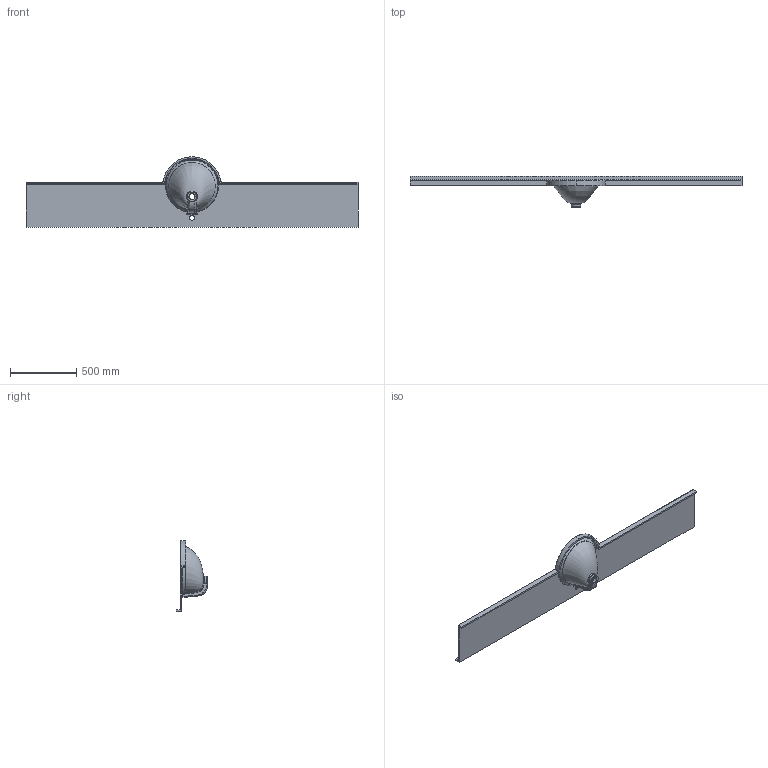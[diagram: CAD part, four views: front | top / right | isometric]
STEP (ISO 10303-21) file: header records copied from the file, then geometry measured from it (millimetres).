
FILE_DESCRIPTION (( 'STEP AP203' ), '1' );
FILE_NAME ('Profil.STEP', '2021-08-16T08:46:36', ( '' ), ( '' ), 'SwSTEP 2.0', 'SolidWorks 2020', '' );
FILE_SCHEMA (( 'CONFIG_CONTROL_DESIGN' ));
Length unit declared in the file: millimetre
Products named in the file (1): Profil
Bounding box: 2500 x 235.5 x 530 mm (x, y, z)
Volume: 14065001.8 mm3; surface area: 2351314.3 mm2
Topology: 1 solids, 1 shells, 116 faces, 299 edges, 180 vertices
Faces by surface type: bspline 51, cylinder 27, plane 24, torus 8, sphere 6
Entity records: 34482 total; most frequent: CARTESIAN_POINT 31976, ORIENTED_EDGE 590, DIRECTION 396, EDGE_CURVE 295, VERTEX_POINT 180, AXIS2_PLACEMENT_3D 159, EDGE_LOOP 121, FACE_OUTER_BOUND 116
